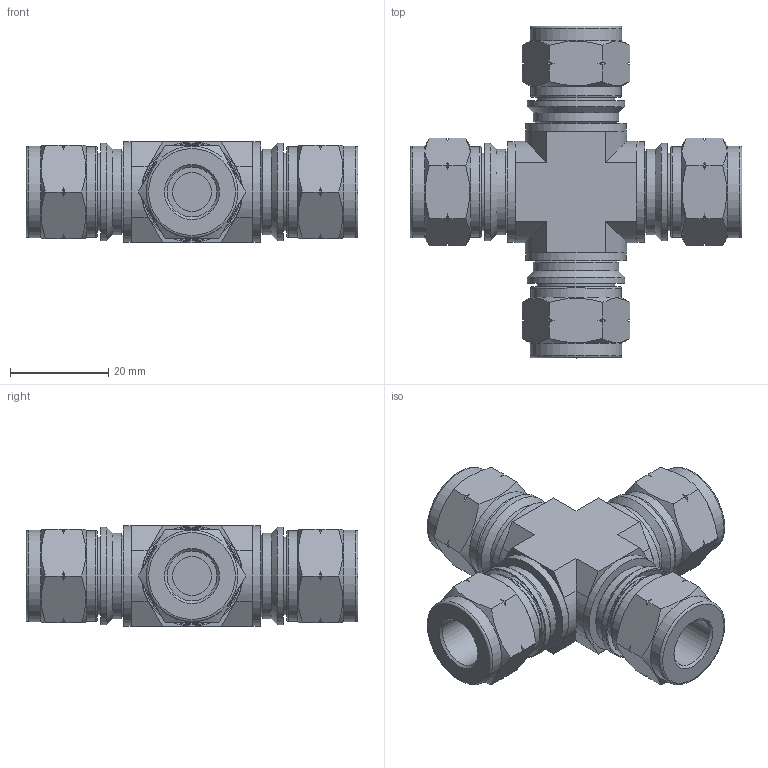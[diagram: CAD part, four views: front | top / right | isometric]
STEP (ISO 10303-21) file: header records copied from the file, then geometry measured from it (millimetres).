
FILE_DESCRIPTION(/* description */ (''),/* implementation_level */ '2;1');
FILE_NAME(/* name */ 'SUCI-10M.stp',/* time_stamp */ '2022-07-08T16:25:28+09:00',/* author */ ('user'),/* organization */ (''),/* preprocessor_version */ 'ST-DEVELOPER v18.1',/* originating_system */ 'Autodesk Inventor 2022',/* authorisation */ '');
FILE_SCHEMA (('AUTOMOTIVE_DESIGN { 1 0 10303 214 3 1 1 }'));
Length unit declared in the file: millimetre
Products named in the file (1): SUC-10M
Bounding box: 67.7 x 67.7 x 20.64 mm (x, y, z)
Volume: 29394.1 mm3; surface area: 13757 mm2
Topology: 1 solids, 1 shells, 210 faces, 484 edges, 304 vertices
Faces by surface type: cone 80, plane 74, cylinder 48, torus 8
Full cylindrical faces by diameter (mm): 7.9 x4, 10.2 x4, 14.2 x4, 14.6 x4, 15.87 x4, 17.4 x4, 18.4 x4, 18.7 x4, 19.9 x4, 20.5 x4
Entity records: 5793 total; most frequent: CARTESIAN_POINT 1287, ORIENTED_EDGE 968, DIRECTION 918, EDGE_CURVE 484, AXIS2_PLACEMENT_3D 367, VERTEX_POINT 304, EDGE_LOOP 238, FACE_OUTER_BOUND 210
